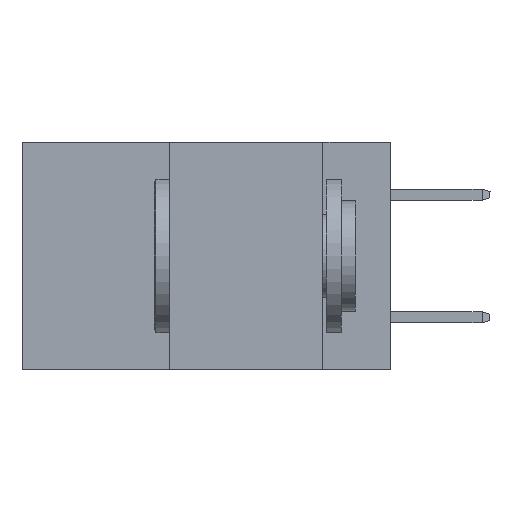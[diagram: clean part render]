
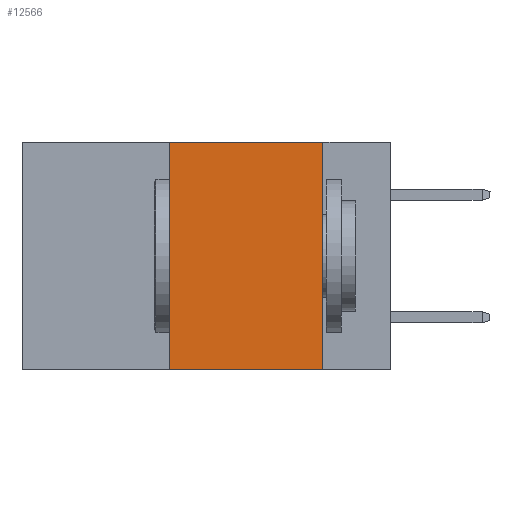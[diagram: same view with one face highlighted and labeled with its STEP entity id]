
A CAD part, left-side view. The second image highlights one B-rep face of the part: STEP entity #12566.
In plain terms, the highlighted planar face has unit normal (-1, 0, 0).
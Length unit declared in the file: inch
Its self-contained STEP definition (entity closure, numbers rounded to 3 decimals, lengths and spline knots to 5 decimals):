
#636 = ORIENTED_EDGE ( 'NONE', *, *, #7681, .F. ) ;
#980 = VERTEX_POINT ( 'NONE', #9287 ) ;
#1428 = ORIENTED_EDGE ( 'NONE', *, *, #13927, .T. ) ;
#2434 = LINE ( 'NONE', #4139, #11760 ) ;
#2660 = LINE ( 'NONE', #11714, #5192 ) ;
#3575 = VERTEX_POINT ( 'NONE', #5738 ) ;
#3964 = DIRECTION ( 'NONE',  ( 1., 0., 0. ) ) ;
#4002 = EDGE_CURVE ( 'NONE', #980, #4543, #8315, .T. ) ;
#4139 = CARTESIAN_POINT ( 'NONE',  ( 0., 0.6, -0.37 ) ) ;
#4143 = CARTESIAN_POINT ( 'NONE',  ( 0., 0.36, 0. ) ) ;
#4543 = VERTEX_POINT ( 'NONE', #11144 ) ;
#5192 = VECTOR ( 'NONE', #5700, 39.37008 ) ;
#5700 = DIRECTION ( 'NONE',  ( 0., 0., -1. ) ) ;
#5738 = CARTESIAN_POINT ( 'NONE',  ( 0., 0.36, -0.37 ) ) ;
#5804 = VECTOR ( 'NONE', #10603, 39.37008 ) ;
#7598 = PLANE ( 'NONE',  #11279 ) ;
#7610 = ORIENTED_EDGE ( 'NONE', *, *, #14607, .F. ) ;
#7681 = EDGE_CURVE ( 'NONE', #4543, #9508, #2660, .T. ) ;
#7837 = DIRECTION ( 'NONE',  ( 0., -1., 0. ) ) ;
#8315 = LINE ( 'NONE', #10765, #5804 ) ;
#9287 = CARTESIAN_POINT ( 'NONE',  ( 0., 0.36, 0. ) ) ;
#9508 = VERTEX_POINT ( 'NONE', #14217 ) ;
#10403 = ORIENTED_EDGE ( 'NONE', *, *, #4002, .F. ) ;
#10603 = DIRECTION ( 'NONE',  ( 0., -1., 0. ) ) ;
#10765 = CARTESIAN_POINT ( 'NONE',  ( 0., 0.6, 0. ) ) ;
#10781 = VECTOR ( 'NONE', #13743, 39.37008 ) ;
#11144 = CARTESIAN_POINT ( 'NONE',  ( 0., 0.11, 0. ) ) ;
#11156 = LINE ( 'NONE', #4143, #10781 ) ;
#11204 = CARTESIAN_POINT ( 'NONE',  ( 0., 0.6, 0. ) ) ;
#11279 = AXIS2_PLACEMENT_3D ( 'NONE', #11204, #3964, #12416 ) ;
#11714 = CARTESIAN_POINT ( 'NONE',  ( 0., 0.11, 0. ) ) ;
#11760 = VECTOR ( 'NONE', #7837, 39.37008 ) ;
#12100 = EDGE_LOOP ( 'NONE', ( #636, #10403, #7610, #1428 ) ) ;
#12416 = DIRECTION ( 'NONE',  ( 0., 0., -1. ) ) ;
#12566 = ADVANCED_FACE ( 'NONE', ( #14028 ), #7598, .F. ) ;
#13743 = DIRECTION ( 'NONE',  ( 0., 0., 1. ) ) ;
#13927 = EDGE_CURVE ( 'NONE', #3575, #9508, #2434, .T. ) ;
#14028 = FACE_OUTER_BOUND ( 'NONE', #12100, .T. ) ;
#14217 = CARTESIAN_POINT ( 'NONE',  ( 0., 0.11, -0.37 ) ) ;
#14607 = EDGE_CURVE ( 'NONE', #3575, #980, #11156, .T. ) ;
